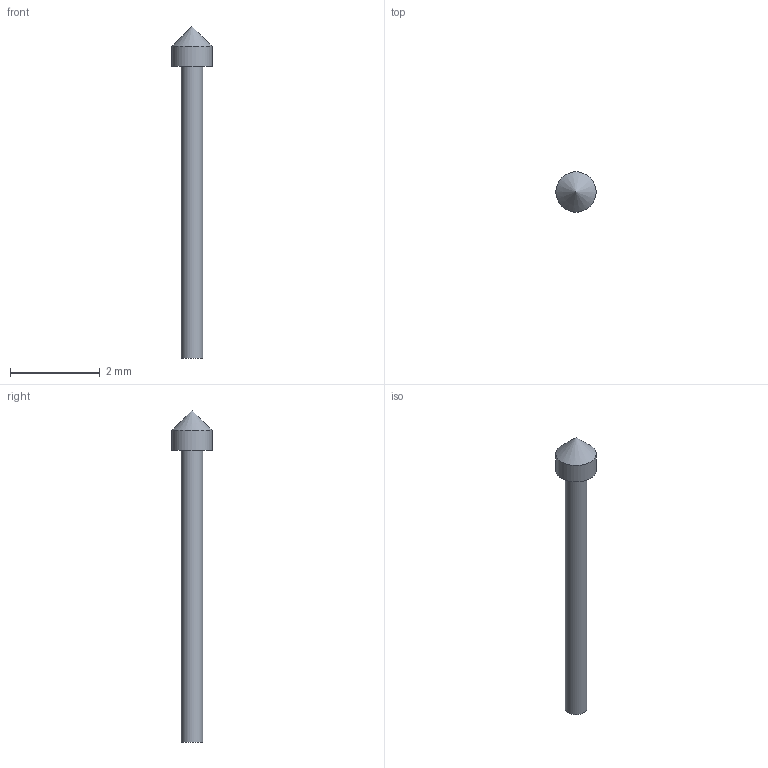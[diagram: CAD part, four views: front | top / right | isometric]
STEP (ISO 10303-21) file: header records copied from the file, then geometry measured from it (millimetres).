
FILE_DESCRIPTION(('FreeCAD Model'),'2;1');
FILE_NAME('P50-T2-Tip.step','2019-10-24T22:03:21',( 'Author'),(''),'Open CASCADE STEP processor 7.2','FreeCAD','Unknown' );
FILE_SCHEMA(('AUTOMOTIVE_DESIGN { 1 0 10303 214 1 1 1 1 }'));
Length unit declared in the file: millimetre
Products named in the file (1): T2_tip
Bounding box: 0.9 x 0.9 x 7.4 mm (x, y, z)
Volume: 1.6 mm3; surface area: 12.6 mm2
Topology: 1 solids, 1 shells, 5 faces, 12 edges, 9 vertices
Faces by surface type: cylinder 2, plane 2, cone 1
Full cylindrical faces by diameter (mm): 0.48 x1, 0.9 x1
Entity records: 174 total; most frequent: DIRECTION 31, CARTESIAN_POINT 26, ORIENTED_EDGE 22, AXIS2_PLACEMENT_3D 14, EDGE_CURVE 11, VERTEX_POINT 9, CIRCLE 8, FACE_BOUND 6
